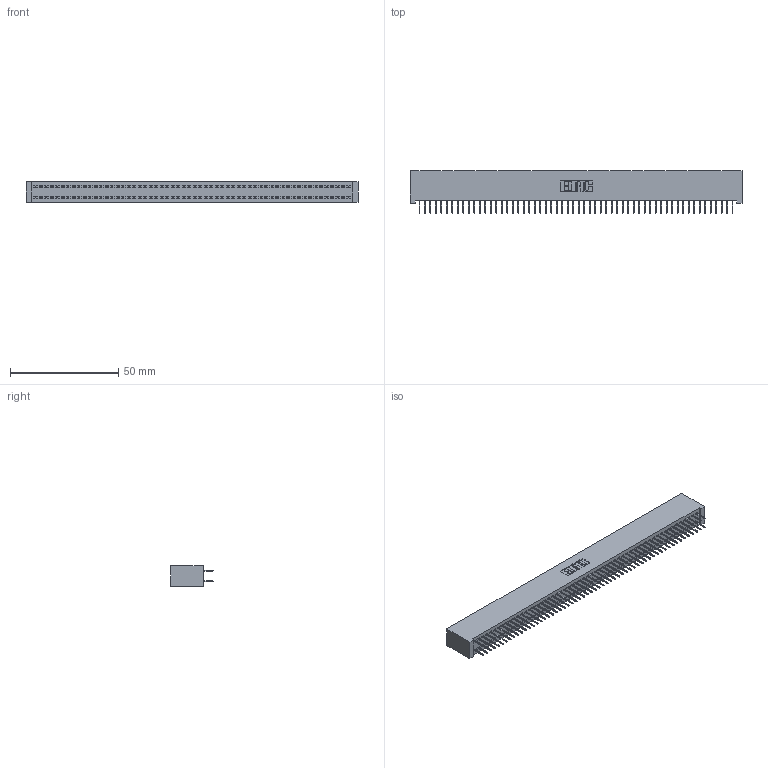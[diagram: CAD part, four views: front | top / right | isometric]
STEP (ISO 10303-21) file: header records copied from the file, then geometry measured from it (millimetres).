
FILE_DESCRIPTION (( 'STEP AP203' ), '1' );
FILE_NAME ('342-116-524-201.STEP', '2019-10-04T22:07:26', ( '' ), ( '' ), 'SwSTEP 2.0', 'SolidWorks 2016', '' );
FILE_SCHEMA (( 'CONFIG_CONTROL_DESIGN' ));
Length unit declared in the file: inch
Products named in the file (3): 342 Part_Lugless; 345-292-001_345-293-124; 342-116-524-201
Assembly tree (117 placements, depth 2):
  342-116-524-201
    342 Part_Lugless
    345-292-001_345-293-124  x116
Bounding box: 153.57 x 19.69 x 9.4 mm (x, y, z)
Volume: 14137.8 mm3; surface area: 23396.7 mm2
Topology: 117 solids, 117 shells, 6598 faces, 18719 edges, 12014 vertices
Faces by surface type: plane 4934, cylinder 1664
Entity records: 34909 total; most frequent: CARTESIAN_POINT 5762, ORIENTED_EDGE 5698, DIRECTION 4889, EDGE_CURVE 2849, LINE 2733, VECTOR 2733, VERTEX_POINT 1894, AXIS2_PLACEMENT_3D 1078
